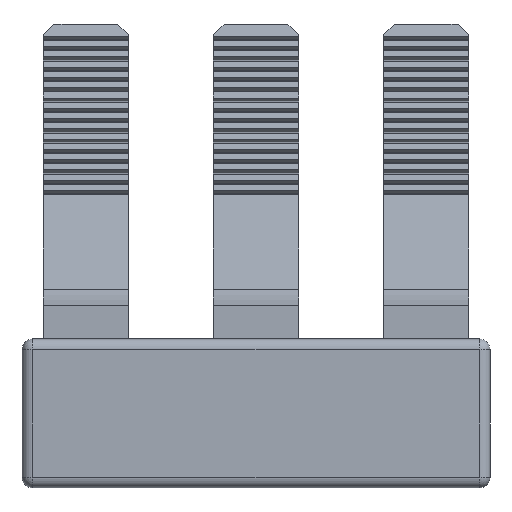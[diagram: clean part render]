
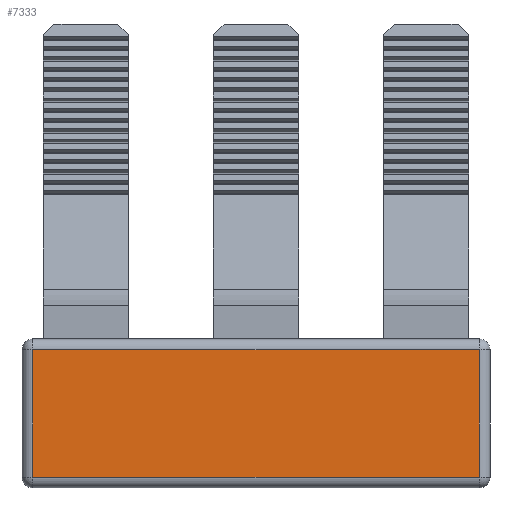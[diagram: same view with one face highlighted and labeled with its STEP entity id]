
A CAD part, front view. The second image highlights one B-rep face of the part: STEP entity #7333.
In plain terms, the highlighted planar face has unit normal (0, -1, 0).
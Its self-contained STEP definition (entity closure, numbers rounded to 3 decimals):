
#217 = LINE ( 'NONE', #1911, #2038 ) ;
#1005 = DIRECTION ( 'NONE',  ( -1., 0., 0. ) ) ;
#1065 = DIRECTION ( 'NONE',  ( 0., 0., 1. ) ) ;
#1090 = CARTESIAN_POINT ( 'NONE',  ( -38.5, -1.6, 5.56 ) ) ;
#1898 = VECTOR ( 'NONE', #9983, 1000. ) ;
#1911 = CARTESIAN_POINT ( 'NONE',  ( -17.5, -1.6, 5.56 ) ) ;
#2018 = ORIENTED_EDGE ( 'NONE', *, *, #9429, .T. ) ;
#2038 = VECTOR ( 'NONE', #1065, 1000. ) ;
#2128 = FACE_OUTER_BOUND ( 'NONE', #9590, .T. ) ;
#2356 = CARTESIAN_POINT ( 'NONE',  ( -38.5, -1.6, -0.44 ) ) ;
#3730 = EDGE_CURVE ( 'NONE', #7362, #9550, #217, .T. ) ;
#4034 = DIRECTION ( 'NONE',  ( 0., 1., 0. ) ) ;
#4070 = EDGE_CURVE ( 'NONE', #4636, #5399, #11016, .T. ) ;
#4273 = CARTESIAN_POINT ( 'NONE',  ( -38.5, -1.6, -0.44 ) ) ;
#4636 = VERTEX_POINT ( 'NONE', #1090 ) ;
#4755 = LINE ( 'NONE', #7460, #1898 ) ;
#4889 = ORIENTED_EDGE ( 'NONE', *, *, #4070, .T. ) ;
#4934 = DIRECTION ( 'NONE',  ( 1., 0., 0. ) ) ;
#5399 = VERTEX_POINT ( 'NONE', #4273 ) ;
#5664 = CARTESIAN_POINT ( 'NONE',  ( 38.5, -1.6, 5.56 ) ) ;
#6509 = PLANE ( 'NONE',  #8181 ) ;
#7225 = VECTOR ( 'NONE', #9224, 1000. ) ;
#7333 = ADVANCED_FACE ( 'NONE', ( #2128 ), #6509, .F. ) ;
#7362 = VERTEX_POINT ( 'NONE', #10053 ) ;
#7449 = ORIENTED_EDGE ( 'NONE', *, *, #9910, .T. ) ;
#7460 = CARTESIAN_POINT ( 'NONE',  ( 38.5, -1.6, -0.44 ) ) ;
#7971 = LINE ( 'NONE', #10616, #9161 ) ;
#8181 = AXIS2_PLACEMENT_3D ( 'NONE', #5664, #4034, #4934 ) ;
#8213 = CARTESIAN_POINT ( 'NONE',  ( -17.5, -1.6, 5.56 ) ) ;
#9161 = VECTOR ( 'NONE', #1005, 1000. ) ;
#9224 = DIRECTION ( 'NONE',  ( 0., 0., -1. ) ) ;
#9301 = ORIENTED_EDGE ( 'NONE', *, *, #3730, .T. ) ;
#9429 = EDGE_CURVE ( 'NONE', #9550, #4636, #7971, .T. ) ;
#9550 = VERTEX_POINT ( 'NONE', #8213 ) ;
#9590 = EDGE_LOOP ( 'NONE', ( #7449, #9301, #2018, #4889 ) ) ;
#9910 = EDGE_CURVE ( 'NONE', #5399, #7362, #4755, .T. ) ;
#9983 = DIRECTION ( 'NONE',  ( 1., 0., 0. ) ) ;
#10053 = CARTESIAN_POINT ( 'NONE',  ( -17.5, -1.6, -0.44 ) ) ;
#10616 = CARTESIAN_POINT ( 'NONE',  ( -38.5, -1.6, 5.56 ) ) ;
#11016 = LINE ( 'NONE', #2356, #7225 ) ;
